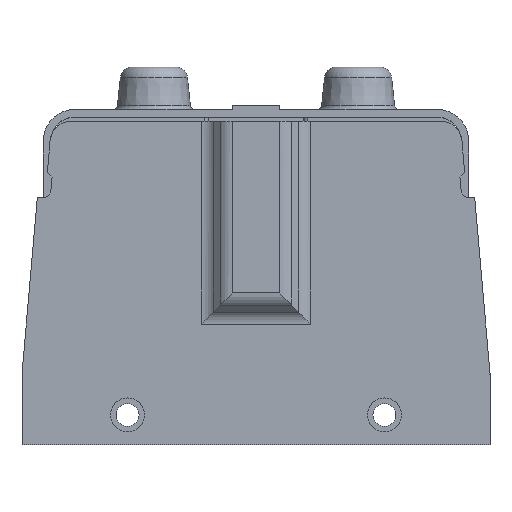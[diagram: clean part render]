
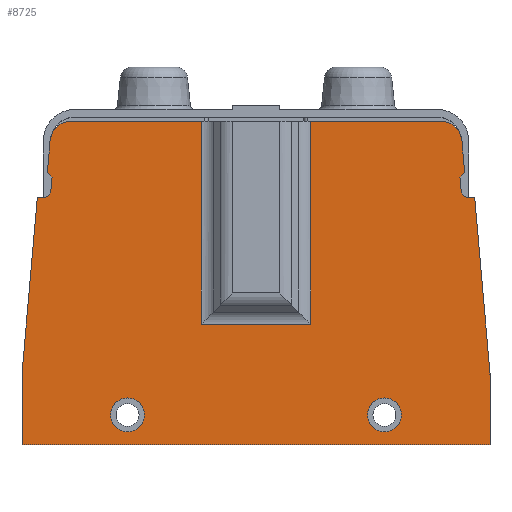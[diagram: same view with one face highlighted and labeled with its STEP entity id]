
A CAD part, top view. The second image highlights one B-rep face of the part: STEP entity #8725.
In plain terms, the highlighted planar face has unit normal (0, 0, 1).
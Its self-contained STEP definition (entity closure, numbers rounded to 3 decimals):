
#756=DIRECTION('',(-1.,0.,0.));
#757=VECTOR('',#756,1.197);
#758=CARTESIAN_POINT('',(51.4,20.,21.));
#759=LINE('',#758,#757);
#768=CARTESIAN_POINT('',(43.419,33.,21.));
#769=DIRECTION('',(0.,0.,-1.));
#770=DIRECTION('',(0.,1.,0.));
#771=AXIS2_PLACEMENT_3D('',#768,#769,#770);
#773=DIRECTION('',(0.087,-0.996,0.));
#774=VECTOR('',#773,7.464);
#775=CARTESIAN_POINT('',(48.4,33.436,21.));
#776=LINE('',#775,#774);
#777=DIRECTION('',(-0.707,-0.707,0.));
#778=VECTOR('',#777,1.566);
#779=CARTESIAN_POINT('',(49.05,26.,21.));
#780=LINE('',#779,#778);
#781=DIRECTION('',(0.087,-0.996,0.));
#782=VECTOR('',#781,3.078);
#783=CARTESIAN_POINT('',(47.942,24.892,21.));
#784=LINE('',#783,#782);
#785=CARTESIAN_POINT('',(50.203,22.,21.));
#786=DIRECTION('',(0.,0.,1.));
#787=DIRECTION('',(-0.996,-0.087,0.));
#788=AXIS2_PLACEMENT_3D('',#785,#786,#787);
#790=DIRECTION('',(0.087,-0.996,0.));
#791=VECTOR('',#790,41.306);
#792=CARTESIAN_POINT('',(51.4,20.,21.));
#793=LINE('',#792,#791);
#794=DIRECTION('',(0.087,0.996,0.));
#795=VECTOR('',#794,41.306);
#796=CARTESIAN_POINT('',(-55.,-21.148,21.));
#797=LINE('',#796,#795);
#798=CARTESIAN_POINT('',(-50.203,22.,21.));
#799=DIRECTION('',(0.,0.,1.));
#800=DIRECTION('',(0.,-1.,0.));
#801=AXIS2_PLACEMENT_3D('',#798,#799,#800);
#803=DIRECTION('',(0.087,0.996,0.));
#804=VECTOR('',#803,3.078);
#805=CARTESIAN_POINT('',(-48.211,21.826,21.));
#806=LINE('',#805,#804);
#807=DIRECTION('',(-0.707,0.707,0.));
#808=VECTOR('',#807,1.566);
#809=CARTESIAN_POINT('',(-47.942,24.892,21.));
#810=LINE('',#809,#808);
#811=DIRECTION('',(0.087,0.996,0.));
#812=VECTOR('',#811,7.464);
#813=CARTESIAN_POINT('',(-49.05,26.,21.));
#814=LINE('',#813,#812);
#815=CARTESIAN_POINT('',(-43.419,33.,21.));
#816=DIRECTION('',(0.,0.,-1.));
#817=DIRECTION('',(-0.996,0.087,0.));
#818=AXIS2_PLACEMENT_3D('',#815,#816,#817);
#820=CARTESIAN_POINT('',(30.2,-31.,21.));
#821=DIRECTION('',(0.,0.,1.));
#822=DIRECTION('',(-1.,0.,0.));
#823=AXIS2_PLACEMENT_3D('',#820,#821,#822);
#825=CARTESIAN_POINT('',(30.2,-31.,21.));
#826=DIRECTION('',(0.,0.,1.));
#827=DIRECTION('',(1.,0.,0.));
#828=AXIS2_PLACEMENT_3D('',#825,#826,#827);
#830=CARTESIAN_POINT('',(-30.2,-31.,21.));
#831=DIRECTION('',(0.,0.,1.));
#832=DIRECTION('',(-1.,0.,0.));
#833=AXIS2_PLACEMENT_3D('',#830,#831,#832);
#835=CARTESIAN_POINT('',(-30.2,-31.,21.));
#836=DIRECTION('',(0.,0.,1.));
#837=DIRECTION('',(1.,0.,0.));
#838=AXIS2_PLACEMENT_3D('',#835,#836,#837);
#847=DIRECTION('',(0.,1.,0.));
#848=VECTOR('',#847,47.657);
#849=CARTESIAN_POINT('',(-12.857,-9.657,21.));
#850=LINE('',#849,#848);
#858=DIRECTION('',(-1.,0.,0.));
#859=VECTOR('',#858,25.714);
#860=CARTESIAN_POINT('',(12.857,-9.657,21.));
#861=LINE('',#860,#859);
#862=DIRECTION('',(0.,-1.,0.));
#863=VECTOR('',#862,47.657);
#864=CARTESIAN_POINT('',(12.857,38.,21.));
#865=LINE('',#864,#863);
#958=DIRECTION('',(-1.,0.,0.));
#959=VECTOR('',#958,30.562);
#960=CARTESIAN_POINT('',(43.419,38.,21.));
#961=LINE('',#960,#959);
#990=DIRECTION('',(-1.,0.,0.));
#991=VECTOR('',#990,30.562);
#992=CARTESIAN_POINT('',(-12.857,38.,21.));
#993=LINE('',#992,#991);
#3752=DIRECTION('',(1.,0.,0.));
#3753=VECTOR('',#3752,110.);
#3754=CARTESIAN_POINT('',(-55.,-38.,21.));
#3755=LINE('',#3754,#3753);
#3843=DIRECTION('',(0.,-1.,0.));
#3844=VECTOR('',#3843,16.852);
#3845=CARTESIAN_POINT('',(-55.,-21.148,21.));
#3846=LINE('',#3845,#3844);
#3867=DIRECTION('',(-1.,0.,0.));
#3868=VECTOR('',#3867,1.197);
#3869=CARTESIAN_POINT('',(-50.203,20.,21.));
#3870=LINE('',#3869,#3868);
#4463=DIRECTION('',(0.,1.,0.));
#4464=VECTOR('',#4463,16.852);
#4465=CARTESIAN_POINT('',(55.,-38.,21.));
#4466=LINE('',#4465,#4464);
#6087=CARTESIAN_POINT('',(-34.2,-31.,21.));
#6088=CARTESIAN_POINT('',(-26.2,-31.,21.));
#6089=VERTEX_POINT('',#6087);
#6090=VERTEX_POINT('',#6088);
#6091=CARTESIAN_POINT('',(26.2,-31.,21.));
#6092=CARTESIAN_POINT('',(34.2,-31.,21.));
#6093=VERTEX_POINT('',#6091);
#6094=VERTEX_POINT('',#6092);
#6095=CARTESIAN_POINT('',(-12.857,-9.657,21.));
#6096=CARTESIAN_POINT('',(-12.857,38.,21.));
#6097=VERTEX_POINT('',#6095);
#6098=VERTEX_POINT('',#6096);
#6099=CARTESIAN_POINT('',(12.857,-9.657,21.));
#6100=VERTEX_POINT('',#6099);
#6101=CARTESIAN_POINT('',(12.857,38.,21.));
#6102=VERTEX_POINT('',#6101);
#6103=CARTESIAN_POINT('',(43.419,38.,21.));
#6104=VERTEX_POINT('',#6103);
#6105=CARTESIAN_POINT('',(48.4,33.436,21.));
#6106=VERTEX_POINT('',#6105);
#6107=CARTESIAN_POINT('',(49.05,26.,21.));
#6108=VERTEX_POINT('',#6107);
#6109=CARTESIAN_POINT('',(47.942,24.892,21.));
#6110=VERTEX_POINT('',#6109);
#6111=CARTESIAN_POINT('',(48.211,21.826,21.));
#6112=VERTEX_POINT('',#6111);
#6113=CARTESIAN_POINT('',(50.203,20.,21.));
#6114=VERTEX_POINT('',#6113);
#6115=CARTESIAN_POINT('',(51.4,20.,21.));
#6116=VERTEX_POINT('',#6115);
#6117=CARTESIAN_POINT('',(55.,-21.148,21.));
#6118=VERTEX_POINT('',#6117);
#6119=CARTESIAN_POINT('',(55.,-38.,21.));
#6120=VERTEX_POINT('',#6119);
#6121=CARTESIAN_POINT('',(-55.,-38.,21.));
#6122=VERTEX_POINT('',#6121);
#6123=CARTESIAN_POINT('',(-55.,-21.148,21.));
#6124=VERTEX_POINT('',#6123);
#6125=CARTESIAN_POINT('',(-51.4,20.,21.));
#6126=VERTEX_POINT('',#6125);
#6127=CARTESIAN_POINT('',(-50.203,20.,21.));
#6128=VERTEX_POINT('',#6127);
#6129=CARTESIAN_POINT('',(-48.211,21.826,21.));
#6130=VERTEX_POINT('',#6129);
#6131=CARTESIAN_POINT('',(-47.942,24.892,21.));
#6132=VERTEX_POINT('',#6131);
#6133=CARTESIAN_POINT('',(-49.05,26.,21.));
#6134=VERTEX_POINT('',#6133);
#6135=CARTESIAN_POINT('',(-48.4,33.436,21.));
#6136=VERTEX_POINT('',#6135);
#6137=CARTESIAN_POINT('',(-43.419,38.,21.));
#6138=VERTEX_POINT('',#6137);
#8669=CARTESIAN_POINT('',(0.,0.,21.));
#8670=DIRECTION('',(0.,0.,1.));
#8671=DIRECTION('',(-1.,0.,0.));
#8672=AXIS2_PLACEMENT_3D('',#8669,#8670,#8671);
#8673=PLANE('',#8672);
#8675=ORIENTED_EDGE('',*,*,#8674,.F.);
#8677=ORIENTED_EDGE('',*,*,#8676,.F.);
#8679=ORIENTED_EDGE('',*,*,#8678,.F.);
#8681=ORIENTED_EDGE('',*,*,#8680,.F.);
#8682=ORIENTED_EDGE('',*,*,#8545,.T.);
#8683=ORIENTED_EDGE('',*,*,#8570,.T.);
#8684=ORIENTED_EDGE('',*,*,#8591,.T.);
#8685=ORIENTED_EDGE('',*,*,#8612,.T.);
#8686=ORIENTED_EDGE('',*,*,#8634,.T.);
#8687=ORIENTED_EDGE('',*,*,#8653,.F.);
#8689=ORIENTED_EDGE('',*,*,#8688,.T.);
#8691=ORIENTED_EDGE('',*,*,#8690,.F.);
#8693=ORIENTED_EDGE('',*,*,#8692,.F.);
#8695=ORIENTED_EDGE('',*,*,#8694,.F.);
#8697=ORIENTED_EDGE('',*,*,#8696,.T.);
#8699=ORIENTED_EDGE('',*,*,#8698,.F.);
#8701=ORIENTED_EDGE('',*,*,#8700,.T.);
#8703=ORIENTED_EDGE('',*,*,#8702,.T.);
#8705=ORIENTED_EDGE('',*,*,#8704,.T.);
#8707=ORIENTED_EDGE('',*,*,#8706,.T.);
#8708=ORIENTED_EDGE('',*,*,#8471,.T.);
#8710=ORIENTED_EDGE('',*,*,#8709,.F.);
#8711=EDGE_LOOP('',(#8675,#8677,#8679,#8681,#8682,#8683,#8684,#8685,#8686,#8687,
#8689,#8691,#8693,#8695,#8697,#8699,#8701,#8703,#8705,#8707,#8708,#8710));
#8712=FACE_OUTER_BOUND('',#8711,.F.);
#8714=ORIENTED_EDGE('',*,*,#8713,.T.);
#8716=ORIENTED_EDGE('',*,*,#8715,.T.);
#8717=EDGE_LOOP('',(#8714,#8716));
#8718=FACE_BOUND('',#8717,.F.);
#8720=ORIENTED_EDGE('',*,*,#8719,.T.);
#8722=ORIENTED_EDGE('',*,*,#8721,.T.);
#8723=EDGE_LOOP('',(#8720,#8722));
#8724=FACE_BOUND('',#8723,.F.);
#772=CIRCLE('',#771,5.);
#789=CIRCLE('',#788,2.);
#802=CIRCLE('',#801,2.);
#819=CIRCLE('',#818,5.);
#824=CIRCLE('',#823,4.);
#829=CIRCLE('',#828,4.);
#834=CIRCLE('',#833,4.);
#839=CIRCLE('',#838,4.);
#8471=EDGE_CURVE('',#6136,#6138,#819,.T.);
#8545=EDGE_CURVE('',#6104,#6106,#772,.T.);
#8570=EDGE_CURVE('',#6106,#6108,#776,.T.);
#8591=EDGE_CURVE('',#6108,#6110,#780,.T.);
#8612=EDGE_CURVE('',#6110,#6112,#784,.T.);
#8634=EDGE_CURVE('',#6112,#6114,#789,.T.);
#8653=EDGE_CURVE('',#6116,#6114,#759,.T.);
#8674=EDGE_CURVE('',#6097,#6098,#850,.T.);
#8676=EDGE_CURVE('',#6100,#6097,#861,.T.);
#8678=EDGE_CURVE('',#6102,#6100,#865,.T.);
#8680=EDGE_CURVE('',#6104,#6102,#961,.T.);
#8688=EDGE_CURVE('',#6116,#6118,#793,.T.);
#8690=EDGE_CURVE('',#6120,#6118,#4466,.T.);
#8692=EDGE_CURVE('',#6122,#6120,#3755,.T.);
#8694=EDGE_CURVE('',#6124,#6122,#3846,.T.);
#8696=EDGE_CURVE('',#6124,#6126,#797,.T.);
#8698=EDGE_CURVE('',#6128,#6126,#3870,.T.);
#8700=EDGE_CURVE('',#6128,#6130,#802,.T.);
#8702=EDGE_CURVE('',#6130,#6132,#806,.T.);
#8704=EDGE_CURVE('',#6132,#6134,#810,.T.);
#8706=EDGE_CURVE('',#6134,#6136,#814,.T.);
#8709=EDGE_CURVE('',#6098,#6138,#993,.T.);
#8713=EDGE_CURVE('',#6093,#6094,#824,.T.);
#8715=EDGE_CURVE('',#6094,#6093,#829,.T.);
#8719=EDGE_CURVE('',#6089,#6090,#834,.T.);
#8721=EDGE_CURVE('',#6090,#6089,#839,.T.);
#8725=ADVANCED_FACE('',(#8712,#8718,#8724),#8673,.T.);
